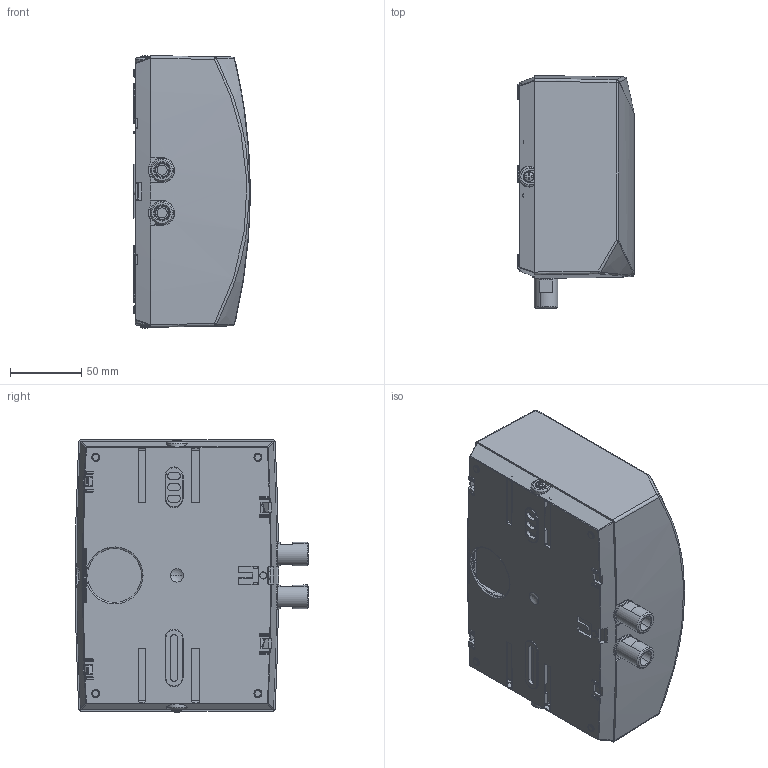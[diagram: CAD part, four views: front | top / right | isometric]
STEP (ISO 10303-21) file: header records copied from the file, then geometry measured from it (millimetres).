
FILE_DESCRIPTION((''),'2;1');
FILE_NAME('REP0001_SW0002','2017-01-30T',('2625'),('STIEBEL-ELTRON'),'CREO PARAMETRIC BY PTC INC, 2015480','CREO PARAMETRIC BY PTC INC, 2015480','');
FILE_SCHEMA(('AUTOMOTIVE_DESIGN_CC2 { 1 2 10303 214 -1 1 5 2 }'));
Products named in the file (1): REP0001_SW0002
Bounding box: 82 x 163.73 x 191.75 mm (x, y, z)
Volume: 261032.5 mm3; surface area: 254679.2 mm2
Topology: 2 solids, 2 shells, 4289 faces, 10748 edges, 6549 vertices
Faces by surface type: plane 1254, cylinder 1120, bspline 620, extrusion 561, sphere 306, torus 231, cone 197
Entity records: 420583 total; most frequent: CARTESIAN_POINT 258615, ORIENTED_EDGE 21466, DIRECTION 17026, PRESENTATION_STYLE_ASSIGNMENT 15589, STYLED_ITEM 11300, CURVE_STYLE 11298, EDGE_CURVE 10733, VERTEX_POINT 6543
